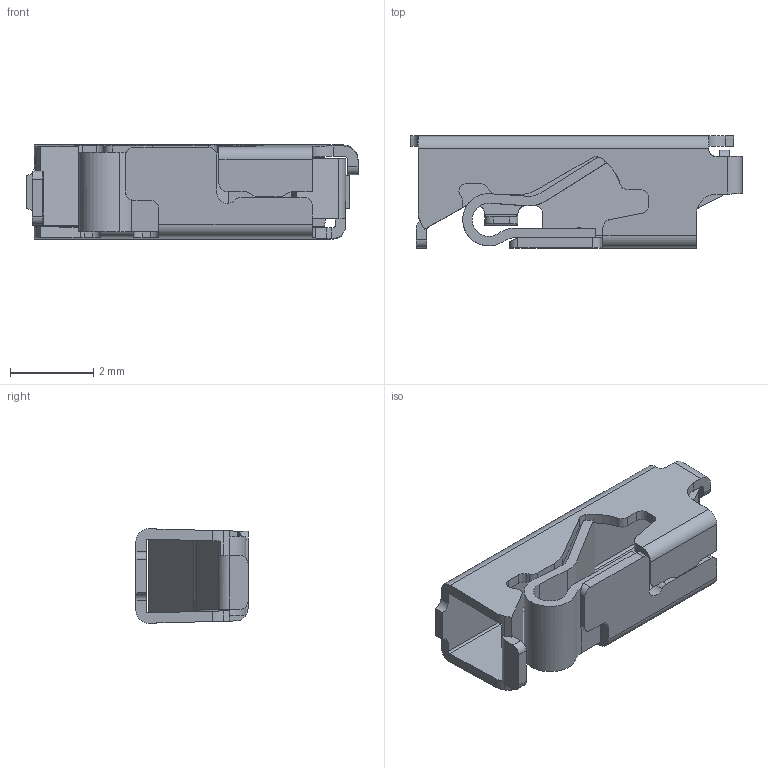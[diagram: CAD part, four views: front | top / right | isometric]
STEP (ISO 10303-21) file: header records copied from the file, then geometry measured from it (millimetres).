
FILE_DESCRIPTION(/* description */ ('STEP AP214'),/* implementation_level */ '2;1');
FILE_NAME(/* name */ '2065-101_998-403',/* time_stamp */ '2024-11-25T14:49:16+01:00',/* author */ ('License CC BY-ND 4.0'),/* organization */ ('CADENAS'),/* preprocessor_version */ 'ST-DEVELOPER v19.3',/* originating_system */ 'PARTsolutions',/* authorisation */ ' ');
FILE_SCHEMA (('AUTOMOTIVE_DESIGN {1 0 10303 214 3 1 1}'));
Length unit declared in the file: millimetre
Products named in the file (1): 2065-101/998-403
Bounding box: 8 x 2.7 x 2.28 mm (x, y, z)
Volume: 16.7 mm3; surface area: 144.9 mm2
Topology: 1 solids, 1 shells, 161 faces, 485 edges, 321 vertices
Faces by surface type: plane 90, cylinder 71
Entity records: 5523 total; most frequent: CARTESIAN_POINT 974, ORIENTED_EDGE 970, DIRECTION 963, EDGE_CURVE 485, LINE 327, VECTOR 327, VERTEX_POINT 321, AXIS2_PLACEMENT_3D 318
